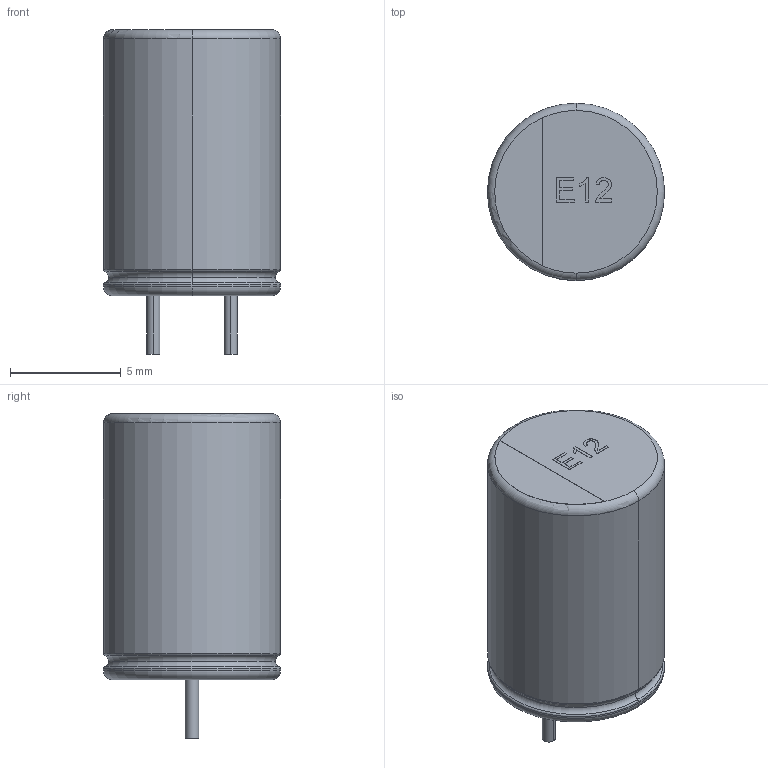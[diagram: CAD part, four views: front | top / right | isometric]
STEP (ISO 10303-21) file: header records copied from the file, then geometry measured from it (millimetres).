
FILE_DESCRIPTION (( 'STEP AP214' ), '1' );
FILE_NAME ('THD Capacitor Polar E12(8X12mm).STEP', '2019-06-13T11:40:40', ( '' ), ( '' ), 'SwSTEP 2.0', 'SolidWorks 2018', '' );
FILE_SCHEMA (( 'AUTOMOTIVE_DESIGN' ));
Length unit declared in the file: millimetre
Products named in the file (1): THD Capacitor Polar E12(8X12mm)
Bounding box: 8 x 8 x 14.66 mm (x, y, z)
Volume: 599.8 mm3; surface area: 409.2 mm2
Topology: 1 solids, 1 shells, 77 faces, 191 edges, 122 vertices
Faces by surface type: plane 35, cylinder 19, torus 12, bspline 11
Entity records: 3634 total; most frequent: CARTESIAN_POINT 1042, ORIENTED_EDGE 382, DIRECTION 364, EDGE_CURVE 191, AXIS2_PLACEMENT_3D 128, VERTEX_POINT 122, LINE 108, VECTOR 108
